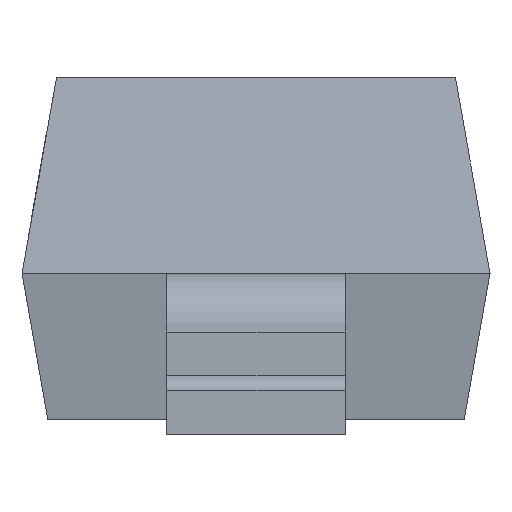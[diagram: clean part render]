
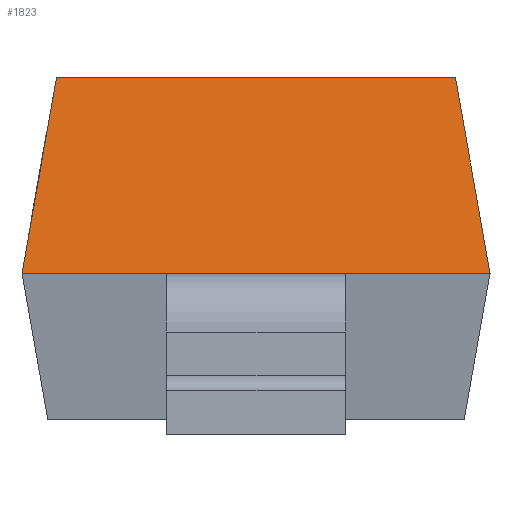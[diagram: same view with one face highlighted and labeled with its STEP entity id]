
A CAD part, left-side view. The second image highlights one B-rep face of the part: STEP entity #1823.
In plain terms, the highlighted planar face has unit normal (-0.985, 0, 0.174).
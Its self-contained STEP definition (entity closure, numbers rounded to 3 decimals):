
#1126 = VERTEX_POINT('',#1127);
#1127 = CARTESIAN_POINT('',(-1.345,0.8,
    0.55));
#1133 = EDGE_CURVE('',#1134,#1126,#1136,.T.);
#1134 = VERTEX_POINT('',#1135);
#1135 = CARTESIAN_POINT('',(-1.227,0.682,
    1.22));
#1136 = LINE('',#1137,#1138);
#1137 = CARTESIAN_POINT('',(-1.298,0.753,
    0.816));
#1138 = VECTOR('',#1139,1.);
#1139 = DIRECTION('',(-0.171,0.171,-0.97));
#1562 = EDGE_CURVE('',#1134,#1563,#1565,.T.);
#1563 = VERTEX_POINT('',#1564);
#1564 = CARTESIAN_POINT('',(-1.227,-0.682,
    1.22));
#1565 = LINE('',#1566,#1567);
#1566 = CARTESIAN_POINT('',(-1.227,0.,1.22));
#1567 = VECTOR('',#1568,1.);
#1568 = DIRECTION('',(-0.,-1.,-0.));
#1688 = VERTEX_POINT('',#1689);
#1689 = CARTESIAN_POINT('',(-1.345,-0.8,
    0.55));
#1752 = EDGE_CURVE('',#1126,#1688,#1753,.T.);
#1753 = LINE('',#1754,#1755);
#1754 = CARTESIAN_POINT('',(-1.345,-0.8,
    0.55));
#1755 = VECTOR('',#1756,1.);
#1756 = DIRECTION('',(-0.,-1.,-0.));
#1823 = ADVANCED_FACE('',(#1824),#1835,.T.);
#1824 = FACE_BOUND('',#1825,.T.);
#1825 = EDGE_LOOP('',(#1826,#1827,#1833,#1834));
#1826 = ORIENTED_EDGE('',*,*,#1752,.T.);
#1827 = ORIENTED_EDGE('',*,*,#1828,.F.);
#1828 = EDGE_CURVE('',#1563,#1688,#1829,.T.);
#1829 = LINE('',#1830,#1831);
#1830 = CARTESIAN_POINT('',(-1.345,-0.8,
    0.55));
#1831 = VECTOR('',#1832,1.);
#1832 = DIRECTION('',(-0.171,-0.171,-0.97));
#1833 = ORIENTED_EDGE('',*,*,#1562,.F.);
#1834 = ORIENTED_EDGE('',*,*,#1133,.T.);
#1835 = PLANE('',#1836);
#1836 = AXIS2_PLACEMENT_3D('',#1837,#1838,#1839);
#1837 = CARTESIAN_POINT('',(-1.345,-0.8,
    0.55));
#1838 = DIRECTION('',(-0.985,0.,0.174));
#1839 = DIRECTION('',(0.174,0.,0.985));
